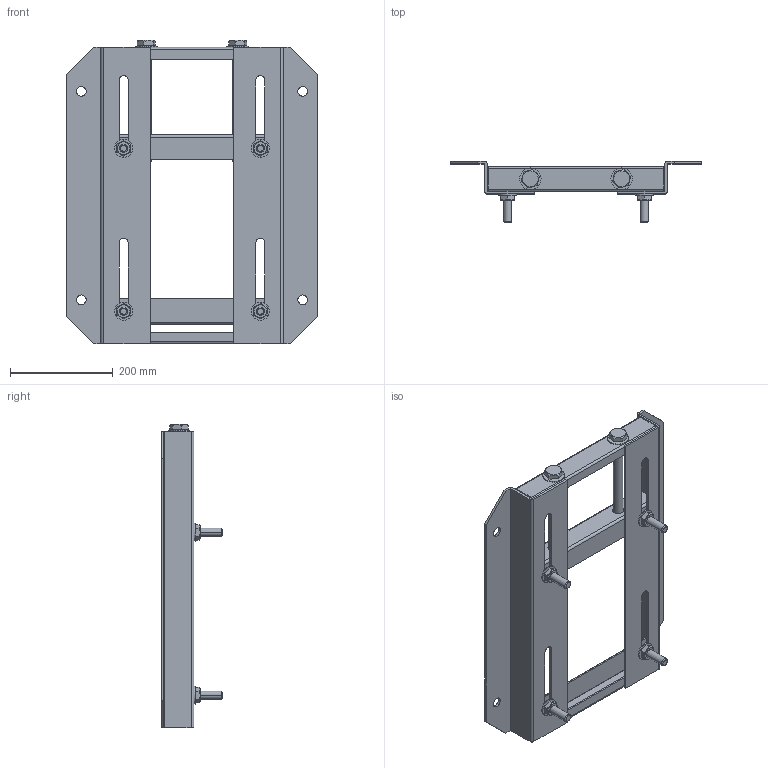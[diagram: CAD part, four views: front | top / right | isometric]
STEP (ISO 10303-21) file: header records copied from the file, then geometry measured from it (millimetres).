
FILE_DESCRIPTION (( 'STEP AP214' ), '1' );
FILE_NAME ('MTA-BASE-W324T.STEP', '2019-04-17T14:52:25', ( '' ), ( '' ), 'SwSTEP 2.0', 'SolidWorks 2017', '' );
FILE_SCHEMA (( 'AUTOMOTIVE_DESIGN' ));
Length unit declared in the file: inch
Products named in the file (1): MTA-BASE-W324T
Bounding box: 488.95 x 119.3 x 591.85 mm (x, y, z)
Volume: 1802289.9 mm3; surface area: 842098 mm2
Topology: 26 solids, 26 shells, 408 faces, 1012 edges, 662 vertices
Faces by surface type: plane 224, cylinder 108, cone 76
Entity records: 13481 total; most frequent: CARTESIAN_POINT 3247, DIRECTION 2044, ORIENTED_EDGE 2024, EDGE_CURVE 1012, AXIS2_PLACEMENT_3D 747, VERTEX_POINT 662, LINE 550, VECTOR 550
